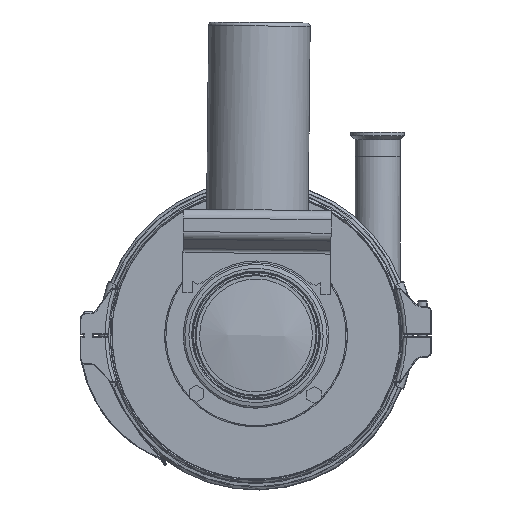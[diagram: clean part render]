
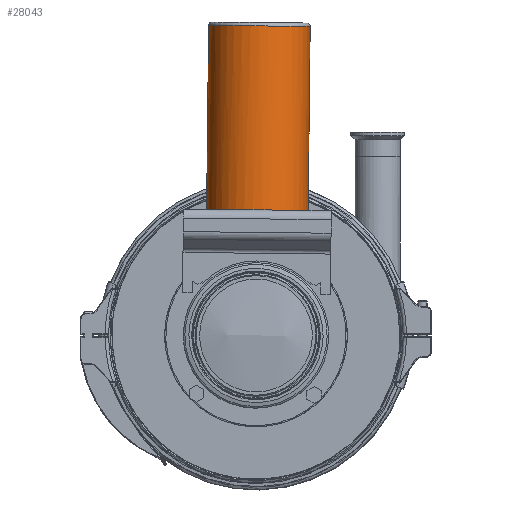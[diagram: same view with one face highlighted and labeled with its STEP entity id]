
A CAD part, front view. The second image highlights one B-rep face of the part: STEP entity #28043.
In plain terms, the highlighted cylindrical face has radius 45 mm (diameter 90 mm), a full revolution.
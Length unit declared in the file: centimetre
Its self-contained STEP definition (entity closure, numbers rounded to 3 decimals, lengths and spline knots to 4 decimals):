
#1711=CYLINDRICAL_SURFACE('',#29705,4.5);
#2155=LINE('',#40894,#3697);
#3697=VECTOR('',#32941,4.5);
#5676=FACE_OUTER_BOUND('',#7308,.T.);
#7308=EDGE_LOOP('',(#17778,#17779,#17780,#17781,#17782,#17783,#17784,#17785,
#17786));
#8965=CIRCLE('',#29699,4.5);
#8966=CIRCLE('',#29701,4.5);
#8969=CIRCLE('',#29706,4.5);
#8970=CIRCLE('',#29707,4.5);
#8971=CIRCLE('',#29708,4.5);
#8972=CIRCLE('',#29709,4.5);
#8973=CIRCLE('',#29710,4.5);
#10790=VERTEX_POINT('',#40870);
#10791=VERTEX_POINT('',#40871);
#10792=VERTEX_POINT('',#40875);
#10795=VERTEX_POINT('',#40880);
#10798=VERTEX_POINT('',#40889);
#10799=VERTEX_POINT('',#40893);
#10800=VERTEX_POINT('',#40895);
#13465=EDGE_CURVE('',#10791,#10790,#8965,.T.);
#13469=EDGE_CURVE('',#10792,#10795,#8966,.T.);
#13472=EDGE_CURVE('',#10792,#10798,#8969,.T.);
#13473=EDGE_CURVE('',#10791,#10795,#8970,.T.);
#13474=EDGE_CURVE('',#10798,#10790,#8971,.T.);
#13475=EDGE_CURVE('',#10798,#10799,#2155,.T.);
#13476=EDGE_CURVE('',#10799,#10800,#8972,.F.);
#13477=EDGE_CURVE('',#10800,#10799,#8973,.F.);
#17778=ORIENTED_EDGE('',*,*,#13472,.F.);
#17779=ORIENTED_EDGE('',*,*,#13469,.T.);
#17780=ORIENTED_EDGE('',*,*,#13473,.F.);
#17781=ORIENTED_EDGE('',*,*,#13465,.T.);
#17782=ORIENTED_EDGE('',*,*,#13474,.F.);
#17783=ORIENTED_EDGE('',*,*,#13475,.T.);
#17784=ORIENTED_EDGE('',*,*,#13476,.T.);
#17785=ORIENTED_EDGE('',*,*,#13477,.T.);
#17786=ORIENTED_EDGE('',*,*,#13475,.F.);
#28043=ADVANCED_FACE('',(#5676),#1711,.T.);
#29699=AXIS2_PLACEMENT_3D('',#40873,#32918,#32919);
#29701=AXIS2_PLACEMENT_3D('',#40882,#32925,#32926);
#29705=AXIS2_PLACEMENT_3D('',#40888,#32933,#32934);
#29706=AXIS2_PLACEMENT_3D('',#40890,#32935,#32936);
#29707=AXIS2_PLACEMENT_3D('',#40891,#32937,#32938);
#29708=AXIS2_PLACEMENT_3D('',#40892,#32939,#32940);
#29709=AXIS2_PLACEMENT_3D('',#40896,#32942,#32943);
#29710=AXIS2_PLACEMENT_3D('',#40897,#32944,#32945);
#32918=DIRECTION('center_axis',(0.011,0.,
1.));
#32919=DIRECTION('ref_axis',(1.,0.,-0.011));
#32925=DIRECTION('center_axis',(0.011,0.,
1.));
#32926=DIRECTION('ref_axis',(1.,0.,-0.011));
#32933=DIRECTION('center_axis',(-0.011,0.,
-1.));
#32934=DIRECTION('ref_axis',(-1.,0.,0.011));
#32935=DIRECTION('center_axis',(-0.011,0.,
-1.));
#32936=DIRECTION('ref_axis',(-1.,0.,0.011));
#32937=DIRECTION('center_axis',(-0.011,0.,
-1.));
#32938=DIRECTION('ref_axis',(-1.,0.,0.011));
#32939=DIRECTION('center_axis',(-0.011,0.,
-1.));
#32940=DIRECTION('ref_axis',(-1.,0.,0.011));
#32941=DIRECTION('',(0.011,0.,1.));
#32942=DIRECTION('center_axis',(0.011,0.,
1.));
#32943=DIRECTION('ref_axis',(1.,0.,-0.011));
#32944=DIRECTION('center_axis',(0.011,0.,
1.));
#32945=DIRECTION('ref_axis',(1.,0.,-0.011));
#40870=CARTESIAN_POINT('',(-5.2183,-60.1358,35.7714));
#40871=CARTESIAN_POINT('',(-12.5636,-60.1358,35.8521));
#40873=CARTESIAN_POINT('Origin',(-8.891,-57.5358,35.8118));
#40875=CARTESIAN_POINT('',(-4.6221,-56.1128,35.7649));
#40880=CARTESIAN_POINT('',(-13.1598,-56.1128,35.8587));
#40882=CARTESIAN_POINT('Origin',(-8.891,-57.5358,35.8118));
#40888=CARTESIAN_POINT('Origin',(-8.7087,-57.5358,52.4108));
#40889=CARTESIAN_POINT('',(-4.3913,-57.5358,35.7624));
#40890=CARTESIAN_POINT('Origin',(-8.891,-57.5358,35.8118));
#40891=CARTESIAN_POINT('Origin',(-8.891,-57.5358,35.8118));
#40892=CARTESIAN_POINT('Origin',(-8.891,-57.5358,35.8118));
#40893=CARTESIAN_POINT('',(-4.2122,-57.5358,52.0614));
#40894=CARTESIAN_POINT('',(-4.2089,-57.5358,52.3614));
#40895=CARTESIAN_POINT('',(-13.2117,-57.5358,52.1602));
#40896=CARTESIAN_POINT('Origin',(-8.712,-57.5358,52.1108));
#40897=CARTESIAN_POINT('Origin',(-8.712,-57.5358,52.1108));
